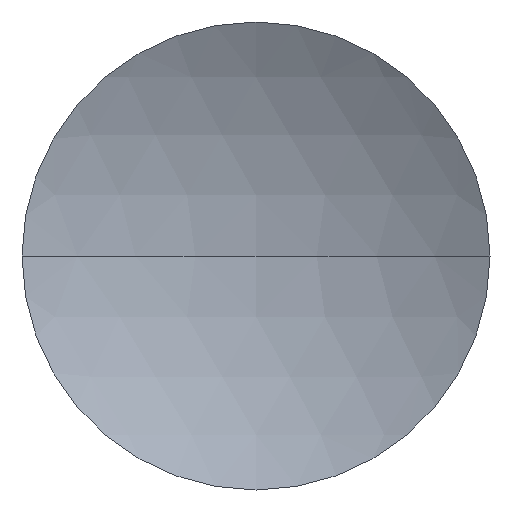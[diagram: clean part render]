
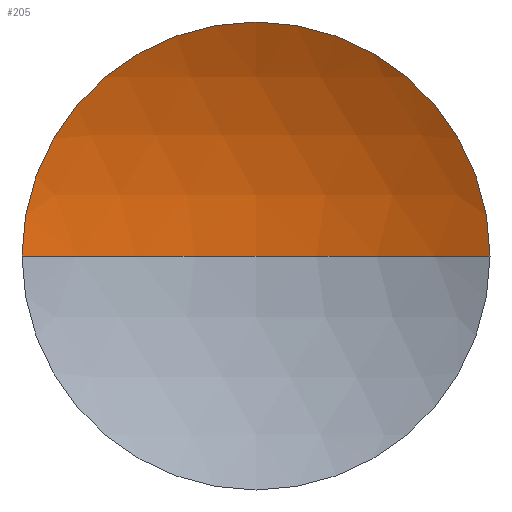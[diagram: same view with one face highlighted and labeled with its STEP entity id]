
A CAD part, left-side view. The second image highlights one B-rep face of the part: STEP entity #205.
In plain terms, the highlighted spherical face has radius 16.78 mm.
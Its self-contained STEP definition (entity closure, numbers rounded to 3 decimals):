
#1 = CARTESIAN_POINT ( 'NONE',  ( 45.262, 34.089, 0. ) ) ;
#2 = ORIENTED_EDGE ( 'NONE', *, *, #166, .T. ) ;
#4 = VERTEX_POINT ( 'NONE', #225 ) ;
#8 = CARTESIAN_POINT ( 'NONE',  ( 45.262, 26.089, 0. ) ) ;
#14 = EDGE_LOOP ( 'NONE', ( #119, #18, #64, #2 ) ) ;
#16 = DIRECTION ( 'NONE',  ( 0., 0., -1. ) ) ;
#18 = ORIENTED_EDGE ( 'NONE', *, *, #120, .T. ) ;
#19 = AXIS2_PLACEMENT_3D ( 'NONE', #191, #157, #139 ) ;
#26 = DIRECTION ( 'NONE',  ( -1., 0., 0. ) ) ;
#27 = CIRCLE ( 'NONE', #19, 16.78 ) ;
#34 = EDGE_CURVE ( 'NONE', #4, #104, #27, .T. ) ;
#38 = SPHERICAL_SURFACE ( 'NONE', #62, 16.78 ) ;
#46 = DIRECTION ( 'NONE',  ( 0., 0., 1. ) ) ;
#52 = AXIS2_PLACEMENT_3D ( 'NONE', #112, #26, #46 ) ;
#60 = CIRCLE ( 'NONE', #52, 8. ) ;
#62 = AXIS2_PLACEMENT_3D ( 'NONE', #198, #221, #114 ) ;
#63 = DIRECTION ( 'NONE',  ( 0., 0., 1. ) ) ;
#64 = ORIENTED_EDGE ( 'NONE', *, *, #210, .T. ) ;
#74 = CARTESIAN_POINT ( 'NONE',  ( 30.512, 26.089, 0. ) ) ;
#92 = DIRECTION ( 'NONE',  ( 0., 1., 0. ) ) ;
#95 = CARTESIAN_POINT ( 'NONE',  ( 45.262, 26.089, 8. ) ) ;
#104 = VERTEX_POINT ( 'NONE', #1 ) ;
#112 = CARTESIAN_POINT ( 'NONE',  ( 45.262, 26.089, 0. ) ) ;
#114 = DIRECTION ( 'NONE',  ( 0., 1., 0. ) ) ;
#118 = CIRCLE ( 'NONE', #209, 8. ) ;
#119 = ORIENTED_EDGE ( 'NONE', *, *, #34, .F. ) ;
#120 = EDGE_CURVE ( 'NONE', #4, #171, #228, .T. ) ;
#129 = AXIS2_PLACEMENT_3D ( 'NONE', #74, #16, #92 ) ;
#130 = DIRECTION ( 'NONE',  ( -1., 0., 0. ) ) ;
#139 = DIRECTION ( 'NONE',  ( 1., 0., 0. ) ) ;
#147 = CARTESIAN_POINT ( 'NONE',  ( 45.262, 18.089, 0. ) ) ;
#157 = DIRECTION ( 'NONE',  ( 0., 0., 1. ) ) ;
#164 = VERTEX_POINT ( 'NONE', #95 ) ;
#166 = EDGE_CURVE ( 'NONE', #164, #104, #118, .T. ) ;
#171 = VERTEX_POINT ( 'NONE', #147 ) ;
#191 = CARTESIAN_POINT ( 'NONE',  ( 30.512, 26.089, 0. ) ) ;
#198 = CARTESIAN_POINT ( 'NONE',  ( 30.512, 26.089, 0. ) ) ;
#205 = ADVANCED_FACE ( 'NONE', ( #207 ), #38, .F. ) ;
#207 = FACE_OUTER_BOUND ( 'NONE', #14, .T. ) ;
#209 = AXIS2_PLACEMENT_3D ( 'NONE', #8, #130, #63 ) ;
#210 = EDGE_CURVE ( 'NONE', #171, #164, #60, .T. ) ;
#221 = DIRECTION ( 'NONE',  ( 0., 0., -1. ) ) ;
#225 = CARTESIAN_POINT ( 'NONE',  ( 47.292, 26.089, 0. ) ) ;
#228 = CIRCLE ( 'NONE', #129, 16.78 ) ;
